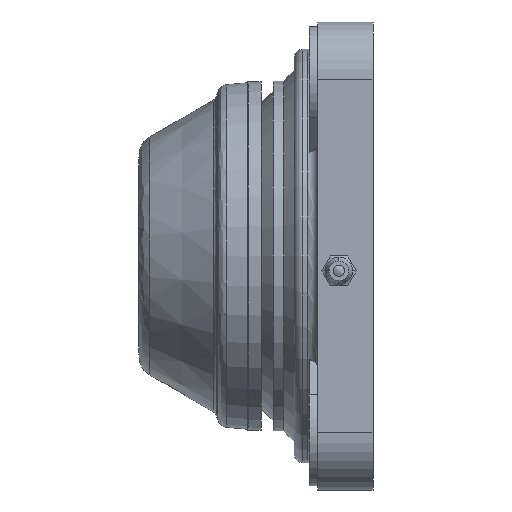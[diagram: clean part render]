
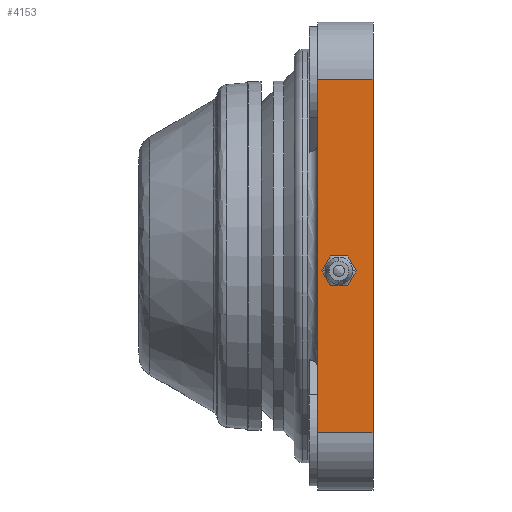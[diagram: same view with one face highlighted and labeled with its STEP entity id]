
A CAD part, left-side view. The second image highlights one B-rep face of the part: STEP entity #4153.
In plain terms, the highlighted planar face has unit normal (-1, 0, 0).
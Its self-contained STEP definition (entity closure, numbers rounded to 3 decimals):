
#227 = EDGE_CURVE ( 'NONE', #6742, #3353, #347, .T. ) ;
#305 = DIRECTION ( 'NONE',  ( 0., 1., 0. ) ) ;
#347 = LINE ( 'NONE', #1868, #6054 ) ;
#442 = ORIENTED_EDGE ( 'NONE', *, *, #2380, .F. ) ;
#632 = DIRECTION ( 'NONE',  ( 0., 1., 0. ) ) ;
#741 = DIRECTION ( 'NONE',  ( 0., 0., 1. ) ) ;
#830 = VECTOR ( 'NONE', #741, 1000. ) ;
#872 = EDGE_LOOP ( 'NONE', ( #442, #1577, #7642, #2035 ) ) ;
#1060 = PLANE ( 'NONE',  #5500 ) ;
#1577 = ORIENTED_EDGE ( 'NONE', *, *, #227, .F. ) ;
#1599 = VECTOR ( 'NONE', #632, 1000. ) ;
#1603 = DIRECTION ( 'NONE',  ( 0., 0., 1. ) ) ;
#1868 = CARTESIAN_POINT ( 'NONE',  ( -55., -13., -41.5 ) ) ;
#1977 = DIRECTION ( 'NONE',  ( 0., 0., 1. ) ) ;
#2023 = LINE ( 'NONE', #6807, #1599 ) ;
#2035 = ORIENTED_EDGE ( 'NONE', *, *, #3400, .T. ) ;
#2380 = EDGE_CURVE ( 'NONE', #3353, #4791, #7358, .T. ) ;
#2469 = DIRECTION ( 'NONE',  ( -1., 0., 0. ) ) ;
#3001 = CARTESIAN_POINT ( 'NONE',  ( -55., 0., 41.5 ) ) ;
#3353 = VERTEX_POINT ( 'NONE', #3795 ) ;
#3400 = EDGE_CURVE ( 'NONE', #5806, #4791, #2023, .T. ) ;
#3795 = CARTESIAN_POINT ( 'NONE',  ( -55., 0., -41.5 ) ) ;
#3816 = CARTESIAN_POINT ( 'NONE',  ( -55., -13., -41.5 ) ) ;
#4153 = ADVANCED_FACE ( 'NONE', ( #5096 ), #1060, .T. ) ;
#4737 = EDGE_CURVE ( 'NONE', #6742, #5806, #5495, .T. ) ;
#4791 = VERTEX_POINT ( 'NONE', #3001 ) ;
#5096 = FACE_OUTER_BOUND ( 'NONE', #872, .T. ) ;
#5495 = LINE ( 'NONE', #6772, #830 ) ;
#5500 = AXIS2_PLACEMENT_3D ( 'NONE', #3816, #2469, #1603 ) ;
#5806 = VERTEX_POINT ( 'NONE', #8204 ) ;
#6054 = VECTOR ( 'NONE', #305, 1000. ) ;
#6742 = VERTEX_POINT ( 'NONE', #8644 ) ;
#6772 = CARTESIAN_POINT ( 'NONE',  ( -55., -13., -41.5 ) ) ;
#6807 = CARTESIAN_POINT ( 'NONE',  ( -55., -13., 41.5 ) ) ;
#7358 = LINE ( 'NONE', #8067, #8364 ) ;
#7642 = ORIENTED_EDGE ( 'NONE', *, *, #4737, .T. ) ;
#8067 = CARTESIAN_POINT ( 'NONE',  ( -55., 0., -41.5 ) ) ;
#8204 = CARTESIAN_POINT ( 'NONE',  ( -55., -13., 41.5 ) ) ;
#8364 = VECTOR ( 'NONE', #1977, 1000. ) ;
#8644 = CARTESIAN_POINT ( 'NONE',  ( -55., -13., -41.5 ) ) ;
